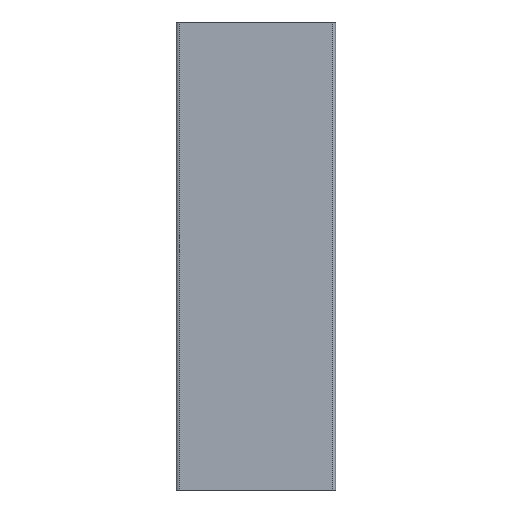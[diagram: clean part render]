
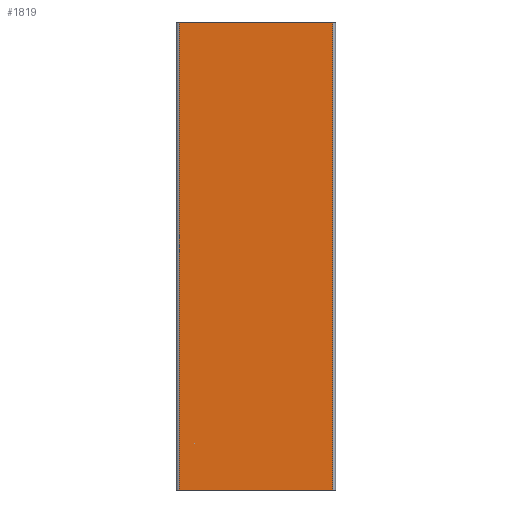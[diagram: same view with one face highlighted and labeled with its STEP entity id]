
A CAD part, left-side view. The second image highlights one B-rep face of the part: STEP entity #1819.
In plain terms, the highlighted planar face has unit normal (-1, 0, 0).
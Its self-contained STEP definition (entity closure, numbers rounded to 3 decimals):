
#11 = PLANE ( 'NONE',  #1428 ) ;
#45 = CARTESIAN_POINT ( 'NONE',  ( 0., -82., 500. ) ) ;
#116 = CARTESIAN_POINT ( 'NONE',  ( 0., 82., 500. ) ) ;
#119 = CARTESIAN_POINT ( 'NONE',  ( 0., -82., 500. ) ) ;
#264 = EDGE_CURVE ( 'NONE', #1252, #1256, #582, .T. ) ;
#291 = EDGE_CURVE ( 'NONE', #1252, #1187, #789, .T. ) ;
#308 = EDGE_CURVE ( 'NONE', #1256, #1116, #565, .T. ) ;
#414 = CARTESIAN_POINT ( 'NONE',  ( 0., 82., 0. ) ) ;
#435 = EDGE_CURVE ( 'NONE', #1187, #1116, #738, .T. ) ;
#565 = LINE ( 'NONE', #1930, #781 ) ;
#582 = LINE ( 'NONE', #1019, #1928 ) ;
#633 = CARTESIAN_POINT ( 'NONE',  ( 0., -82., 0. ) ) ;
#734 = VECTOR ( 'NONE', #1630, 1000. ) ;
#738 = LINE ( 'NONE', #1637, #734 ) ;
#781 = VECTOR ( 'NONE', #1442, 1000. ) ;
#782 = VECTOR ( 'NONE', #1166, 1000. ) ;
#789 = LINE ( 'NONE', #1165, #782 ) ;
#851 = DIRECTION ( 'NONE',  ( 0., 0., -1. ) ) ;
#1019 = CARTESIAN_POINT ( 'NONE',  ( 0., -82., 500. ) ) ;
#1031 = DIRECTION ( 'NONE',  ( 0., -1., 0. ) ) ;
#1085 = EDGE_LOOP ( 'NONE', ( #1453, #1466, #1293, #1448 ) ) ;
#1116 = VERTEX_POINT ( 'NONE', #633 ) ;
#1165 = CARTESIAN_POINT ( 'NONE',  ( 0., 82., 500. ) ) ;
#1166 = DIRECTION ( 'NONE',  ( 0., 0., -1. ) ) ;
#1187 = VERTEX_POINT ( 'NONE', #414 ) ;
#1252 = VERTEX_POINT ( 'NONE', #116 ) ;
#1256 = VERTEX_POINT ( 'NONE', #119 ) ;
#1293 = ORIENTED_EDGE ( 'NONE', *, *, #264, .F. ) ;
#1428 = AXIS2_PLACEMENT_3D ( 'NONE', #45, #1594, #851 ) ;
#1442 = DIRECTION ( 'NONE',  ( 0., 0., -1. ) ) ;
#1448 = ORIENTED_EDGE ( 'NONE', *, *, #291, .T. ) ;
#1453 = ORIENTED_EDGE ( 'NONE', *, *, #435, .T. ) ;
#1466 = ORIENTED_EDGE ( 'NONE', *, *, #308, .F. ) ;
#1594 = DIRECTION ( 'NONE',  ( 1., 0., 0. ) ) ;
#1630 = DIRECTION ( 'NONE',  ( 0., -1., 0. ) ) ;
#1637 = CARTESIAN_POINT ( 'NONE',  ( 0., -82., 0. ) ) ;
#1819 = ADVANCED_FACE ( 'NONE', ( #2108 ), #11, .F. ) ;
#1928 = VECTOR ( 'NONE', #1031, 1000. ) ;
#1930 = CARTESIAN_POINT ( 'NONE',  ( 0., -82., 500. ) ) ;
#2108 = FACE_OUTER_BOUND ( 'NONE', #1085, .T. ) ;
